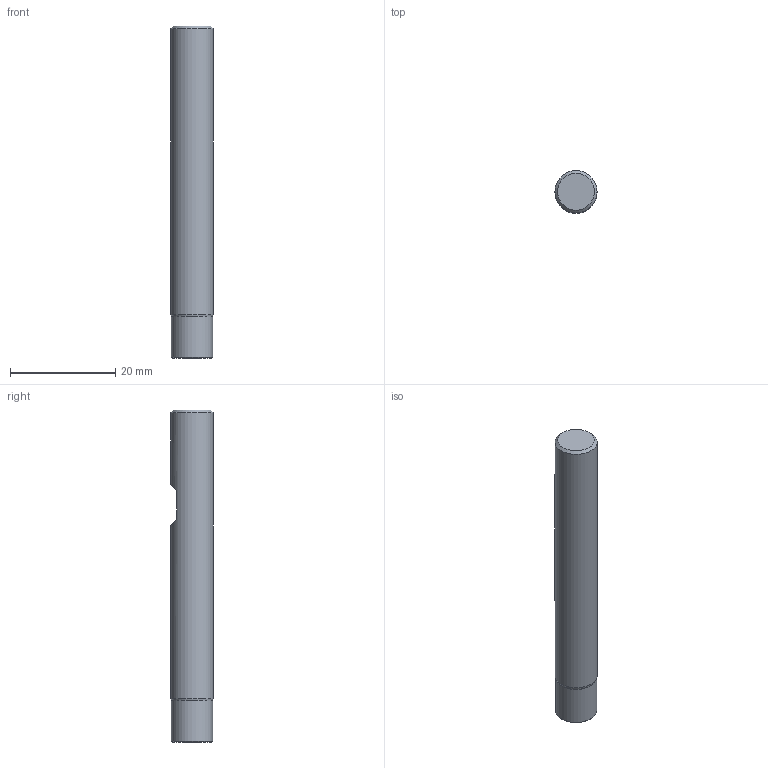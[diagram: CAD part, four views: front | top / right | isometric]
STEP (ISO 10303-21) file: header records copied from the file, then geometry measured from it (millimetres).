
FILE_DESCRIPTION(/* description */ (''),/* implementation_level */ '2;1');
FILE_NAME(/* name */ 'TOOL.STP',/* time_stamp */ '2023-03-20T04:26:06+01:00',/* author */ (''),/* organization */ ('SMS'),/* preprocessor_version */ 'ST-DEVELOPER v16.7',/* originating_system */ 'SIEMENS PLM Software NX 12.0',/* authorisation */ '');
FILE_SCHEMA (('AUTOMOTIVE_DESIGN { 1 0 10303 214 3 1 1 1 }'));
Length unit declared in the file: millimetre
Products named in the file (1): Tool
Bounding box: 8 x 8 x 63 mm (x, y, z)
Volume: 3116.8 mm3; surface area: 1762.5 mm2
Topology: 2 solids, 2 shells, 13 faces, 23 edges, 18 vertices
Faces by surface type: plane 7, cylinder 3, cone 2, torus 1
Full cylindrical faces by diameter (mm): 7.8 x2, 8 x1
Entity records: 361 total; most frequent: CARTESIAN_POINT 62, DIRECTION 58, ORIENTED_EDGE 28, AXIS2_PLACEMENT_3D 27, EDGE_LOOP 20, EDGE_CURVE 14, ADVANCED_FACE 13, FACE_BOUND 13
